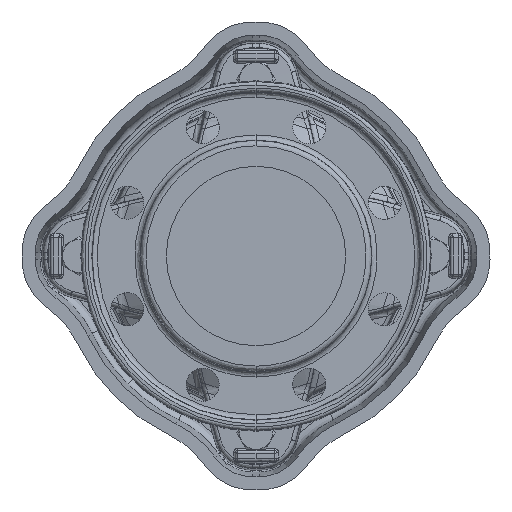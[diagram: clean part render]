
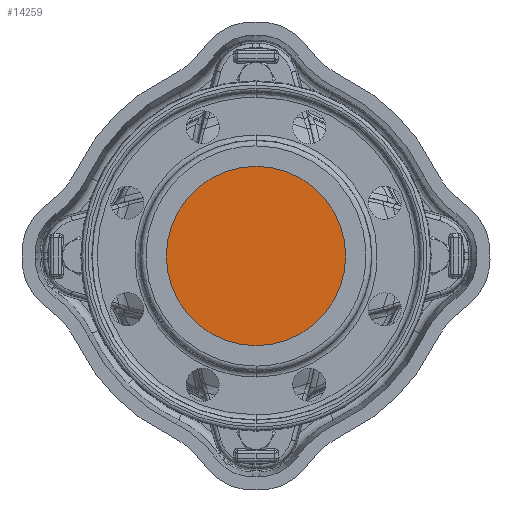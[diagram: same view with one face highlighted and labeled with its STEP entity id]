
A CAD part, left-side view. The second image highlights one B-rep face of the part: STEP entity #14259.
In plain terms, the highlighted planar face has unit normal (-1, 0, 0).
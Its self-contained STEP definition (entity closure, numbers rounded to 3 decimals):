
#2200 = EDGE_CURVE ( 'NONE', #16509, #61360, #120413, .T. ) ;
#14259 = ADVANCED_FACE ( 'NONE', ( #119630 ), #111768, .T. ) ;
#16509 = VERTEX_POINT ( 'NONE', #98911 ) ;
#21883 = AXIS2_PLACEMENT_3D ( 'NONE', #128430, #44500, #110363 ) ;
#32196 = ORIENTED_EDGE ( 'NONE', *, *, #140858, .F. ) ;
#35535 = CARTESIAN_POINT ( 'NONE',  ( 2.791, 0., 0. ) ) ;
#39402 = AXIS2_PLACEMENT_3D ( 'NONE', #35535, #152045, #151312 ) ;
#44500 = DIRECTION ( 'NONE',  ( -1., 0., 0. ) ) ;
#48363 = CIRCLE ( 'NONE', #187809, 52.312 ) ;
#61360 = VERTEX_POINT ( 'NONE', #204205 ) ;
#93622 = DIRECTION ( 'NONE',  ( 0., 0., -1. ) ) ;
#98911 = CARTESIAN_POINT ( 'NONE',  ( 2.791, 0., -52.312 ) ) ;
#110363 = DIRECTION ( 'NONE',  ( 0., 0., 1. ) ) ;
#111768 = PLANE ( 'NONE',  #21883 ) ;
#119630 = FACE_OUTER_BOUND ( 'NONE', #206047, .T. ) ;
#120413 = CIRCLE ( 'NONE', #39402, 52.312 ) ;
#128430 = CARTESIAN_POINT ( 'NONE',  ( 2.791, -52.94, -52.94 ) ) ;
#140858 = EDGE_CURVE ( 'NONE', #61360, #16509, #48363, .T. ) ;
#151312 = DIRECTION ( 'NONE',  ( 0., 0., -1. ) ) ;
#152045 = DIRECTION ( 'NONE',  ( 1., 0., 0. ) ) ;
#165943 = ORIENTED_EDGE ( 'NONE', *, *, #2200, .F. ) ;
#175411 = CARTESIAN_POINT ( 'NONE',  ( 2.791, 0., 0. ) ) ;
#187809 = AXIS2_PLACEMENT_3D ( 'NONE', #175411, #192054, #93622 ) ;
#192054 = DIRECTION ( 'NONE',  ( 1., 0., 0. ) ) ;
#204205 = CARTESIAN_POINT ( 'NONE',  ( 2.791, 0., 52.312 ) ) ;
#206047 = EDGE_LOOP ( 'NONE', ( #165943, #32196 ) ) ;
